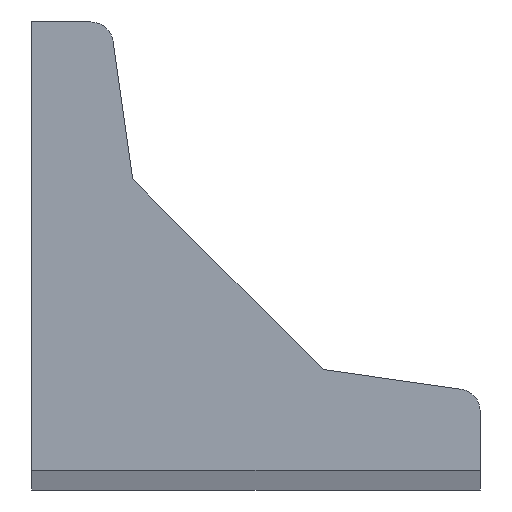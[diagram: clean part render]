
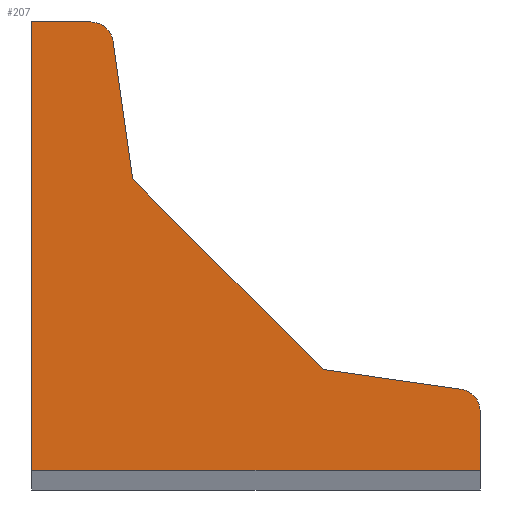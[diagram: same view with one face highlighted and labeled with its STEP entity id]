
A CAD part, top view. The second image highlights one B-rep face of the part: STEP entity #207.
In plain terms, the highlighted planar face has unit normal (0, 0, 1).
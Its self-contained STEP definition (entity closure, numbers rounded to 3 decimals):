
#23=PLANE('',#224);
#34=FACE_OUTER_BOUND('',#45,.T.);
#45=EDGE_LOOP('',(#186,#187,#188,#189,#190,#191,#192,#193,#194));
#50=LINE('',#295,#73);
#59=LINE('',#318,#82);
#62=LINE('',#323,#85);
#63=LINE('',#325,#86);
#64=LINE('',#328,#87);
#66=LINE('',#332,#89);
#68=LINE('',#335,#91);
#73=VECTOR('',#239,12.408);
#82=VECTOR('',#258,12.408);
#85=VECTOR('',#263,5.265);
#86=VECTOR('',#266,24.042);
#87=VECTOR('',#269,5.265);
#89=VECTOR('',#273,40.);
#91=VECTOR('',#277,40.);
#92=CIRCLE('',#211,2.);
#95=CIRCLE('',#217,2.);
#96=VERTEX_POINT('',#282);
#97=VERTEX_POINT('',#283);
#101=VERTEX_POINT('',#293);
#108=VERTEX_POINT('',#311);
#109=VERTEX_POINT('',#312);
#110=VERTEX_POINT('',#317);
#111=VERTEX_POINT('',#321);
#112=VERTEX_POINT('',#327);
#113=VERTEX_POINT('',#331);
#114=EDGE_CURVE('',#96,#97,#92,.T.);
#120=EDGE_CURVE('',#101,#96,#50,.T.);
#128=EDGE_CURVE('',#108,#109,#95,.T.);
#131=EDGE_CURVE('',#109,#110,#59,.T.);
#134=EDGE_CURVE('',#111,#108,#62,.T.);
#135=EDGE_CURVE('',#110,#101,#63,.T.);
#136=EDGE_CURVE('',#97,#112,#64,.T.);
#138=EDGE_CURVE('',#112,#113,#66,.T.);
#140=EDGE_CURVE('',#113,#111,#68,.T.);
#186=ORIENTED_EDGE('',*,*,#114,.F.);
#187=ORIENTED_EDGE('',*,*,#120,.F.);
#188=ORIENTED_EDGE('',*,*,#135,.F.);
#189=ORIENTED_EDGE('',*,*,#131,.F.);
#190=ORIENTED_EDGE('',*,*,#128,.F.);
#191=ORIENTED_EDGE('',*,*,#134,.F.);
#192=ORIENTED_EDGE('',*,*,#140,.F.);
#193=ORIENTED_EDGE('',*,*,#138,.F.);
#194=ORIENTED_EDGE('',*,*,#136,.F.);
#207=ADVANCED_FACE('',(#34),#23,.T.);
#211=AXIS2_PLACEMENT_3D('',#284,#229,#230);
#217=AXIS2_PLACEMENT_3D('',#313,#252,#253);
#224=AXIS2_PLACEMENT_3D('',#336,#278,#279);
#229=DIRECTION('center_axis',(0.,0.,-1.));
#230=DIRECTION('ref_axis',(0.755,0.655,0.));
#239=DIRECTION('',(0.99,-0.141,0.));
#252=DIRECTION('center_axis',(0.,0.,-1.));
#253=DIRECTION('ref_axis',(0.655,0.755,0.));
#258=DIRECTION('',(0.141,-0.99,0.));
#263=DIRECTION('',(1.,0.,0.));
#266=DIRECTION('',(0.707,-0.707,0.));
#269=DIRECTION('',(0.,-1.,0.));
#273=DIRECTION('',(-1.,0.,0.));
#277=DIRECTION('',(0.,1.,0.));
#278=DIRECTION('center_axis',(0.,0.,1.));
#279=DIRECTION('ref_axis',(1.,0.,0.));
#282=CARTESIAN_POINT('',(8.673,-20.029,1000.));
#283=CARTESIAN_POINT('',(10.39,-22.008,1000.));
#284=CARTESIAN_POINT('Origin',(8.39,-22.008,1000.));
#293=CARTESIAN_POINT('',(-3.61,-18.274,1000.));
#295=CARTESIAN_POINT('',(10.39,-20.274,1000.));
#311=CARTESIAN_POINT('',(-24.344,12.726,1000.));
#312=CARTESIAN_POINT('',(-22.365,11.009,1000.));
#313=CARTESIAN_POINT('Origin',(-24.344,10.726,1000.));
#317=CARTESIAN_POINT('',(-20.61,-1.274,1000.));
#318=CARTESIAN_POINT('',(-20.61,-1.274,1000.));
#321=CARTESIAN_POINT('',(-29.61,12.726,1000.));
#323=CARTESIAN_POINT('',(-22.61,12.726,1000.));
#325=CARTESIAN_POINT('',(-3.61,-18.274,1000.));
#327=CARTESIAN_POINT('',(10.39,-27.274,1000.));
#328=CARTESIAN_POINT('',(10.39,-27.274,1000.));
#331=CARTESIAN_POINT('',(-29.61,-27.274,1000.));
#332=CARTESIAN_POINT('',(-29.61,-27.274,1000.));
#335=CARTESIAN_POINT('',(-29.61,12.726,1000.));
#336=CARTESIAN_POINT('Origin',(-15.224,-12.888,1000.));
